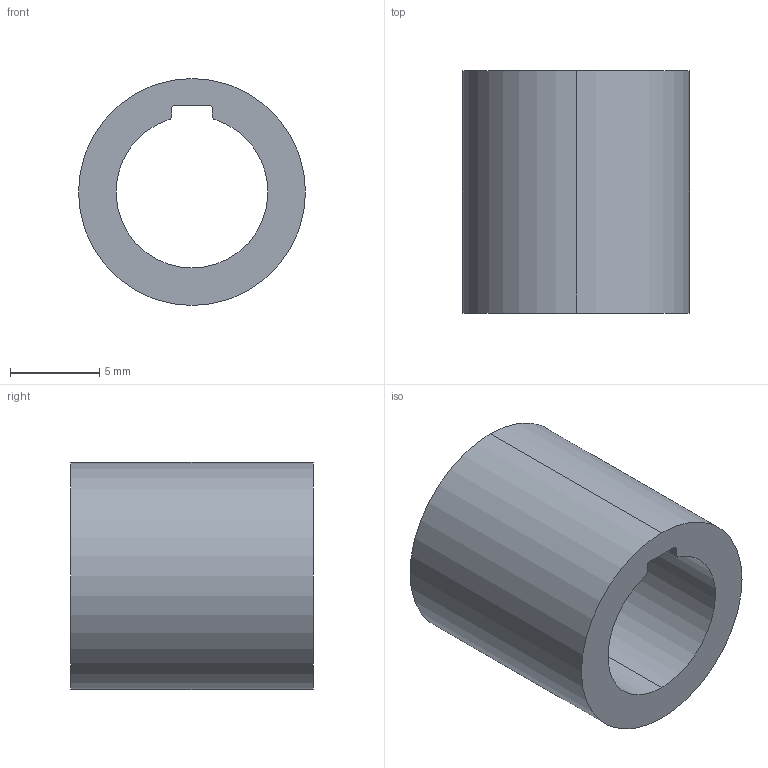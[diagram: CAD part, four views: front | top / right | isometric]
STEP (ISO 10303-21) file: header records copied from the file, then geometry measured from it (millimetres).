
FILE_DESCRIPTION (( 'STEP AP203' ), '1' );
FILE_NAME ('4400-24-P-0128 (8 Piezas).STEP', '2023-07-25T18:09:26', ( '' ), ( '' ), 'SwSTEP 2.0', 'SolidWorks 2022', '' );
FILE_SCHEMA (( 'CONFIG_CONTROL_DESIGN' ));
Length unit declared in the file: inch
Products named in the file (1): 4400-24-P-0128 (8 Piezas)
Bounding box: 12.7 x 13.56 x 12.7 mm (x, y, z)
Volume: 928.2 mm3; surface area: 1057 mm2
Topology: 1 solids, 1 shells, 13 faces, 33 edges, 22 vertices
Faces by surface type: cylinder 8, plane 5
Entity records: 486 total; most frequent: DIRECTION 77, CARTESIAN_POINT 69, ORIENTED_EDGE 66, EDGE_CURVE 33, AXIS2_PLACEMENT_3D 30, VERTEX_POINT 22, VECTOR 17, LINE 17
